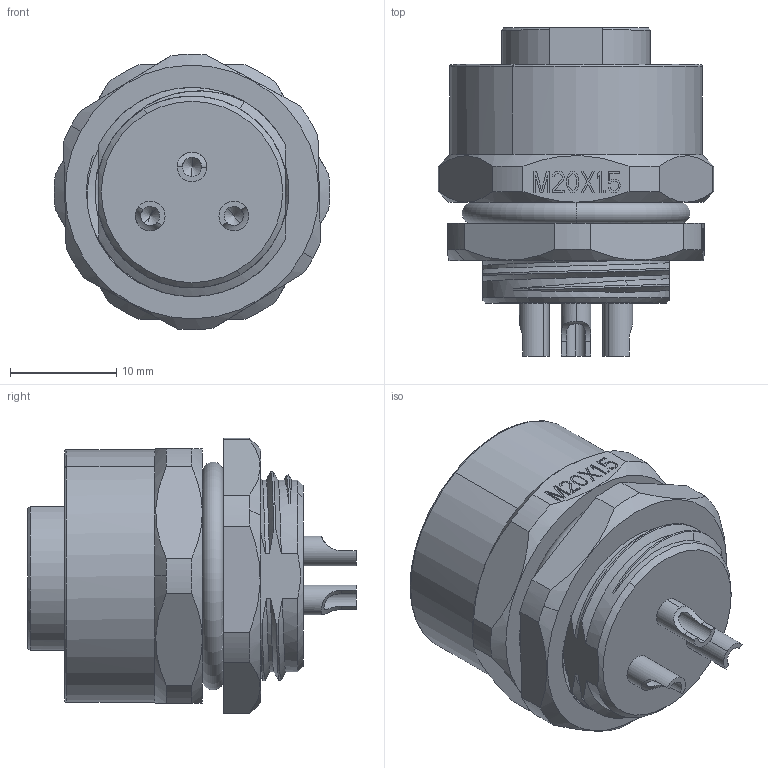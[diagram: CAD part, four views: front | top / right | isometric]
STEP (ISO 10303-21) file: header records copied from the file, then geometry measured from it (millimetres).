
FILE_DESCRIPTION((''),'2;1');
FILE_NAME('7_8-F03-BK-M20-C','2024-03-21T',('13288'),(''),'PRO/ENGINEER BY PARAMETRIC TECHNOLOGY CORPORATION, 2012480','PRO/ENGINEER BY PARAMETRIC TECHNOLOGY CORPORATION, 2012480','');
FILE_SCHEMA(('CONFIG_CONTROL_DESIGN'));
Length unit declared in the file: millimetre
Products named in the file (1): 7_8-F03-BK-M20-C
Bounding box: 26 x 30.95 x 26 mm (x, y, z)
Volume: 8605.5 mm3; surface area: 6322.6 mm2
Topology: 1 solids, 1 shells, 658 faces, 1964 edges, 1328 vertices
Faces by surface type: plane 418, cylinder 109, cone 58, bspline 38, torus 32, extrusion 3
Entity records: 26869 total; most frequent: CARTESIAN_POINT 9615, ORIENTED_EDGE 3916, DIRECTION 3163, EDGE_CURVE 1958, VERTEX_POINT 1328, VECTOR 1169, LINE 1166, AXIS2_PLACEMENT_3D 997
